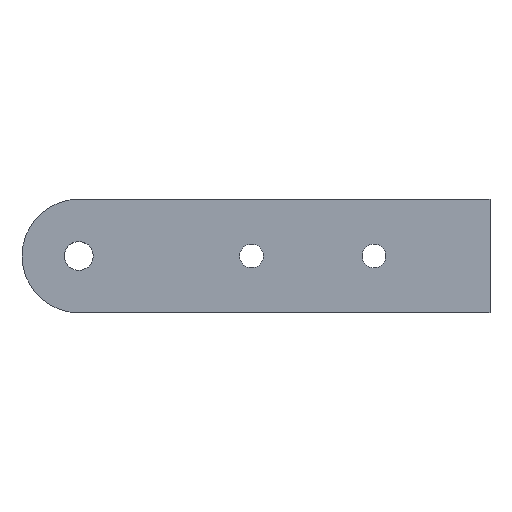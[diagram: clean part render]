
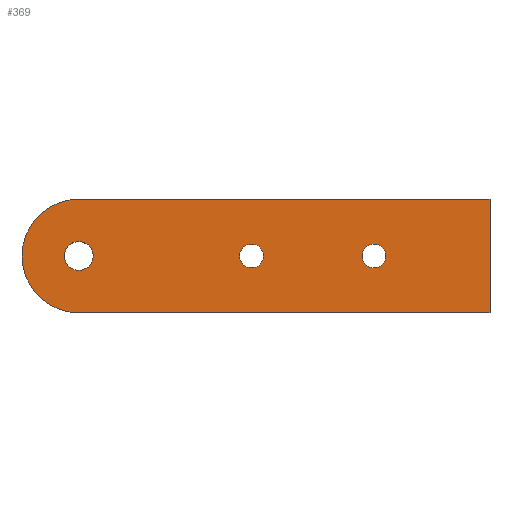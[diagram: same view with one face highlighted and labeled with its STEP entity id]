
A CAD part, top view. The second image highlights one B-rep face of the part: STEP entity #369.
In plain terms, the highlighted planar face has unit normal (0, 0, 1).
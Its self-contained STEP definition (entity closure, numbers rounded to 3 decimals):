
#69=CARTESIAN_POINT('Vertex',(27.623,-13.335,0.)) ;
#72=CARTESIAN_POINT('Axis2P3D Location',(27.623,0.,0.)) ;
#76=CARTESIAN_POINT('Vertex',(27.623,13.335,0.)) ;
#107=CARTESIAN_POINT('Vertex',(124.158,-13.335,0.)) ;
#110=CARTESIAN_POINT('Line Origine',(75.89,-13.335,0.)) ;
#138=CARTESIAN_POINT('Vertex',(124.158,13.335,0.)) ;
#141=CARTESIAN_POINT('Line Origine',(124.158,0.,0.)) ;
#163=CARTESIAN_POINT('Line Origine',(75.89,13.335,0.)) ;
#184=CARTESIAN_POINT('Vertex',(65.405,0.,0.)) ;
#189=CARTESIAN_POINT('Axis2P3D Location',(68.183,0.,0.)) ;
#193=CARTESIAN_POINT('Vertex',(70.961,0.,0.)) ;
#215=CARTESIAN_POINT('Axis2P3D Location',(68.183,0.,0.)) ;
#241=CARTESIAN_POINT('Vertex',(24.244,0.,0.)) ;
#246=CARTESIAN_POINT('Axis2P3D Location',(27.623,0.,0.)) ;
#250=CARTESIAN_POINT('Vertex',(31.001,0.,0.)) ;
#272=CARTESIAN_POINT('Axis2P3D Location',(27.623,0.,0.)) ;
#298=CARTESIAN_POINT('Vertex',(94.154,0.,0.)) ;
#303=CARTESIAN_POINT('Axis2P3D Location',(96.932,0.,0.)) ;
#307=CARTESIAN_POINT('Vertex',(99.71,0.,0.)) ;
#329=CARTESIAN_POINT('Axis2P3D Location',(96.932,0.,0.)) ;
#346=CARTESIAN_POINT('Axis2P3D Location',(0.,0.,0.)) ;
#73=DIRECTION('Axis2P3D Direction',(0.,0.,1.)) ;
#111=DIRECTION('Vector Direction',(-1.,0.,0.)) ;
#142=DIRECTION('Vector Direction',(0.,-1.,0.)) ;
#164=DIRECTION('Vector Direction',(1.,0.,0.)) ;
#190=DIRECTION('Axis2P3D Direction',(0.,0.,1.)) ;
#216=DIRECTION('Axis2P3D Direction',(0.,0.,1.)) ;
#247=DIRECTION('Axis2P3D Direction',(0.,0.,1.)) ;
#273=DIRECTION('Axis2P3D Direction',(0.,0.,1.)) ;
#304=DIRECTION('Axis2P3D Direction',(0.,0.,1.)) ;
#330=DIRECTION('Axis2P3D Direction',(0.,0.,1.)) ;
#347=DIRECTION('Axis2P3D Direction',(0.,0.,1.)) ;
#348=DIRECTION('Axis2P3D XDirection',(1.,0.,0.)) ;
#74=AXIS2_PLACEMENT_3D('Circle Axis2P3D',#72,#73,$) ;
#191=AXIS2_PLACEMENT_3D('Circle Axis2P3D',#189,#190,$) ;
#217=AXIS2_PLACEMENT_3D('Circle Axis2P3D',#215,#216,$) ;
#248=AXIS2_PLACEMENT_3D('Circle Axis2P3D',#246,#247,$) ;
#274=AXIS2_PLACEMENT_3D('Circle Axis2P3D',#272,#273,$) ;
#305=AXIS2_PLACEMENT_3D('Circle Axis2P3D',#303,#304,$) ;
#331=AXIS2_PLACEMENT_3D('Circle Axis2P3D',#329,#330,$) ;
#349=AXIS2_PLACEMENT_3D('Plane Axis2P3D',#346,#347,#348) ;
#352=ORIENTED_EDGE('',*,*,#78,.T.) ;
#353=ORIENTED_EDGE('',*,*,#114,.T.) ;
#354=ORIENTED_EDGE('',*,*,#145,.T.) ;
#355=ORIENTED_EDGE('',*,*,#167,.T.) ;
#358=ORIENTED_EDGE('',*,*,#195,.F.) ;
#359=ORIENTED_EDGE('',*,*,#219,.F.) ;
#362=ORIENTED_EDGE('',*,*,#252,.F.) ;
#363=ORIENTED_EDGE('',*,*,#276,.F.) ;
#366=ORIENTED_EDGE('',*,*,#309,.F.) ;
#367=ORIENTED_EDGE('',*,*,#333,.F.) ;
#360=FACE_BOUND('',#357,.T.) ;
#364=FACE_BOUND('',#361,.T.) ;
#368=FACE_BOUND('',#365,.T.) ;
#112=VECTOR('Line Direction',#111,1.) ;
#143=VECTOR('Line Direction',#142,1.) ;
#165=VECTOR('Line Direction',#164,1.) ;
#369=ADVANCED_FACE('Body.2',(#356,#360,#364,#368),#350,.T.) ;
#75=CIRCLE('generated circle',#74,13.335) ;
#192=CIRCLE('generated circle',#191,2.778) ;
#218=CIRCLE('generated circle',#217,2.778) ;
#249=CIRCLE('generated circle',#248,3.378) ;
#275=CIRCLE('generated circle',#274,3.378) ;
#306=CIRCLE('generated circle',#305,2.778) ;
#332=CIRCLE('generated circle',#331,2.778) ;
#78=EDGE_CURVE('',#77,#70,#75,.T.) ;
#114=EDGE_CURVE('',#70,#108,#113,.F.) ;
#145=EDGE_CURVE('',#108,#139,#144,.F.) ;
#167=EDGE_CURVE('',#139,#77,#166,.F.) ;
#195=EDGE_CURVE('',#185,#194,#192,.T.) ;
#219=EDGE_CURVE('',#194,#185,#218,.T.) ;
#252=EDGE_CURVE('',#242,#251,#249,.T.) ;
#276=EDGE_CURVE('',#251,#242,#275,.T.) ;
#309=EDGE_CURVE('',#299,#308,#306,.T.) ;
#333=EDGE_CURVE('',#308,#299,#332,.T.) ;
#351=EDGE_LOOP('',(#352,#353,#354,#355)) ;
#357=EDGE_LOOP('',(#358,#359)) ;
#361=EDGE_LOOP('',(#362,#363)) ;
#365=EDGE_LOOP('',(#366,#367)) ;
#356=FACE_OUTER_BOUND('',#351,.T.) ;
#113=LINE('Line',#110,#112) ;
#144=LINE('Line',#141,#143) ;
#166=LINE('Line',#163,#165) ;
#350=PLANE('',#349) ;
#70=VERTEX_POINT('',#69) ;
#77=VERTEX_POINT('',#76) ;
#108=VERTEX_POINT('',#107) ;
#139=VERTEX_POINT('',#138) ;
#185=VERTEX_POINT('',#184) ;
#194=VERTEX_POINT('',#193) ;
#242=VERTEX_POINT('',#241) ;
#251=VERTEX_POINT('',#250) ;
#299=VERTEX_POINT('',#298) ;
#308=VERTEX_POINT('',#307) ;
